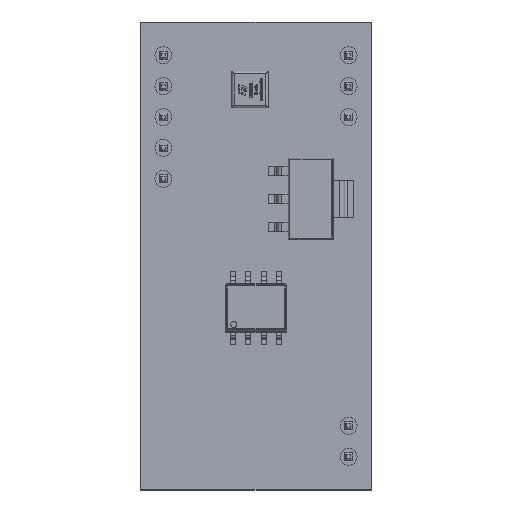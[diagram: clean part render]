
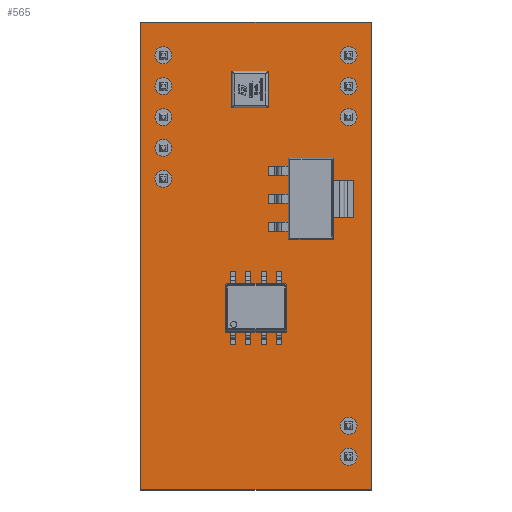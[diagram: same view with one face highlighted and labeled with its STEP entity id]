
A CAD part, top view. The second image highlights one B-rep face of the part: STEP entity #565.
In plain terms, the highlighted planar face has unit normal (0, 0, 1).
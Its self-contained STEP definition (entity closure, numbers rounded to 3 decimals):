
#76 = VERTEX_POINT('',#77);
#77 = CARTESIAN_POINT('',(-9.5,-19.25,1.691));
#83 = EDGE_CURVE('',#76,#84,#86,.T.);
#84 = VERTEX_POINT('',#85);
#85 = CARTESIAN_POINT('',(-9.5,19.25,1.691));
#86 = LINE('',#87,#88);
#87 = CARTESIAN_POINT('',(-9.5,-19.25,1.691));
#88 = VECTOR('',#89,1.);
#89 = DIRECTION('',(0.,1.,0.));
#114 = EDGE_CURVE('',#84,#115,#117,.T.);
#115 = VERTEX_POINT('',#116);
#116 = CARTESIAN_POINT('',(9.5,19.25,1.691));
#117 = LINE('',#118,#119);
#118 = CARTESIAN_POINT('',(-9.5,19.25,1.691));
#119 = VECTOR('',#120,1.);
#120 = DIRECTION('',(1.,0.,0.));
#145 = EDGE_CURVE('',#115,#146,#148,.T.);
#146 = VERTEX_POINT('',#147);
#147 = CARTESIAN_POINT('',(9.5,-19.25,1.691));
#148 = LINE('',#149,#150);
#149 = CARTESIAN_POINT('',(9.5,19.25,1.691));
#150 = VECTOR('',#151,1.);
#151 = DIRECTION('',(0.,-1.,0.));
#176 = EDGE_CURVE('',#146,#76,#177,.T.);
#177 = LINE('',#178,#179);
#178 = CARTESIAN_POINT('',(9.5,-19.25,1.691));
#179 = VECTOR('',#180,1.);
#180 = DIRECTION('',(-1.,0.,0.));
#200 = VERTEX_POINT('',#201);
#201 = CARTESIAN_POINT('',(-6.92,6.35,1.691));
#207 = EDGE_CURVE('',#200,#200,#208,.T.);
#208 = CIRCLE('',#209,0.7);
#209 = AXIS2_PLACEMENT_3D('',#210,#211,#212);
#210 = CARTESIAN_POINT('',(-7.62,6.35,1.691));
#211 = DIRECTION('',(0.,0.,1.));
#212 = DIRECTION('',(1.,0.,0.));
#233 = VERTEX_POINT('',#234);
#234 = CARTESIAN_POINT('',(-6.92,8.89,1.691));
#240 = EDGE_CURVE('',#233,#233,#241,.T.);
#241 = CIRCLE('',#242,0.7);
#242 = AXIS2_PLACEMENT_3D('',#243,#244,#245);
#243 = CARTESIAN_POINT('',(-7.62,8.89,1.691));
#244 = DIRECTION('',(0.,0.,1.));
#245 = DIRECTION('',(1.,0.,0.));
#266 = VERTEX_POINT('',#267);
#267 = CARTESIAN_POINT('',(-6.92,16.51,1.691));
#273 = EDGE_CURVE('',#266,#266,#274,.T.);
#274 = CIRCLE('',#275,0.7);
#275 = AXIS2_PLACEMENT_3D('',#276,#277,#278);
#276 = CARTESIAN_POINT('',(-7.62,16.51,1.691));
#277 = DIRECTION('',(0.,0.,1.));
#278 = DIRECTION('',(1.,0.,0.));
#299 = VERTEX_POINT('',#300);
#300 = CARTESIAN_POINT('',(-6.92,11.43,1.691));
#306 = EDGE_CURVE('',#299,#299,#307,.T.);
#307 = CIRCLE('',#308,0.7);
#308 = AXIS2_PLACEMENT_3D('',#309,#310,#311);
#309 = CARTESIAN_POINT('',(-7.62,11.43,1.691));
#310 = DIRECTION('',(0.,0.,1.));
#311 = DIRECTION('',(1.,0.,0.));
#332 = VERTEX_POINT('',#333);
#333 = CARTESIAN_POINT('',(-6.92,13.97,1.691));
#339 = EDGE_CURVE('',#332,#332,#340,.T.);
#340 = CIRCLE('',#341,0.7);
#341 = AXIS2_PLACEMENT_3D('',#342,#343,#344);
#342 = CARTESIAN_POINT('',(-7.62,13.97,1.691));
#343 = DIRECTION('',(0.,0.,1.));
#344 = DIRECTION('',(1.,0.,0.));
#365 = VERTEX_POINT('',#366);
#366 = CARTESIAN_POINT('',(8.32,-13.97,1.691));
#372 = EDGE_CURVE('',#365,#365,#373,.T.);
#373 = CIRCLE('',#374,0.7);
#374 = AXIS2_PLACEMENT_3D('',#375,#376,#377);
#375 = CARTESIAN_POINT('',(7.62,-13.97,1.691));
#376 = DIRECTION('',(0.,0.,1.));
#377 = DIRECTION('',(1.,0.,0.));
#398 = VERTEX_POINT('',#399);
#399 = CARTESIAN_POINT('',(8.32,-16.51,1.691));
#405 = EDGE_CURVE('',#398,#398,#406,.T.);
#406 = CIRCLE('',#407,0.7);
#407 = AXIS2_PLACEMENT_3D('',#408,#409,#410);
#408 = CARTESIAN_POINT('',(7.62,-16.51,1.691));
#409 = DIRECTION('',(0.,0.,1.));
#410 = DIRECTION('',(1.,0.,0.));
#431 = VERTEX_POINT('',#432);
#432 = CARTESIAN_POINT('',(8.32,16.51,1.691));
#438 = EDGE_CURVE('',#431,#431,#439,.T.);
#439 = CIRCLE('',#440,0.7);
#440 = AXIS2_PLACEMENT_3D('',#441,#442,#443);
#441 = CARTESIAN_POINT('',(7.62,16.51,1.691));
#442 = DIRECTION('',(0.,0.,1.));
#443 = DIRECTION('',(1.,0.,0.));
#464 = VERTEX_POINT('',#465);
#465 = CARTESIAN_POINT('',(8.32,11.43,1.691));
#471 = EDGE_CURVE('',#464,#464,#472,.T.);
#472 = CIRCLE('',#473,0.7);
#473 = AXIS2_PLACEMENT_3D('',#474,#475,#476);
#474 = CARTESIAN_POINT('',(7.62,11.43,1.691));
#475 = DIRECTION('',(0.,0.,1.));
#476 = DIRECTION('',(1.,0.,0.));
#497 = VERTEX_POINT('',#498);
#498 = CARTESIAN_POINT('',(8.32,13.97,1.691));
#504 = EDGE_CURVE('',#497,#497,#505,.T.);
#505 = CIRCLE('',#506,0.7);
#506 = AXIS2_PLACEMENT_3D('',#507,#508,#509);
#507 = CARTESIAN_POINT('',(7.62,13.97,1.691));
#508 = DIRECTION('',(0.,0.,1.));
#509 = DIRECTION('',(1.,0.,0.));
#565 = ADVANCED_FACE('',(#566,#572,#575,#578,#581,#584,#587,#590,#593,
    #596,#599),#602,.T.);
#566 = FACE_BOUND('',#567,.F.);
#567 = EDGE_LOOP('',(#568,#569,#570,#571));
#568 = ORIENTED_EDGE('',*,*,#83,.T.);
#569 = ORIENTED_EDGE('',*,*,#114,.T.);
#570 = ORIENTED_EDGE('',*,*,#145,.T.);
#571 = ORIENTED_EDGE('',*,*,#176,.T.);
#572 = FACE_BOUND('',#573,.T.);
#573 = EDGE_LOOP('',(#574));
#574 = ORIENTED_EDGE('',*,*,#207,.F.);
#575 = FACE_BOUND('',#576,.T.);
#576 = EDGE_LOOP('',(#577));
#577 = ORIENTED_EDGE('',*,*,#240,.F.);
#578 = FACE_BOUND('',#579,.T.);
#579 = EDGE_LOOP('',(#580));
#580 = ORIENTED_EDGE('',*,*,#273,.F.);
#581 = FACE_BOUND('',#582,.T.);
#582 = EDGE_LOOP('',(#583));
#583 = ORIENTED_EDGE('',*,*,#306,.F.);
#584 = FACE_BOUND('',#585,.T.);
#585 = EDGE_LOOP('',(#586));
#586 = ORIENTED_EDGE('',*,*,#339,.F.);
#587 = FACE_BOUND('',#588,.T.);
#588 = EDGE_LOOP('',(#589));
#589 = ORIENTED_EDGE('',*,*,#372,.F.);
#590 = FACE_BOUND('',#591,.T.);
#591 = EDGE_LOOP('',(#592));
#592 = ORIENTED_EDGE('',*,*,#405,.F.);
#593 = FACE_BOUND('',#594,.T.);
#594 = EDGE_LOOP('',(#595));
#595 = ORIENTED_EDGE('',*,*,#438,.F.);
#596 = FACE_BOUND('',#597,.T.);
#597 = EDGE_LOOP('',(#598));
#598 = ORIENTED_EDGE('',*,*,#471,.F.);
#599 = FACE_BOUND('',#600,.T.);
#600 = EDGE_LOOP('',(#601));
#601 = ORIENTED_EDGE('',*,*,#504,.F.);
#602 = PLANE('',#603);
#603 = AXIS2_PLACEMENT_3D('',#604,#605,#606);
#604 = CARTESIAN_POINT('',(-9.5,-19.25,1.691));
#605 = DIRECTION('',(0.,0.,1.));
#606 = DIRECTION('',(1.,0.,0.));
